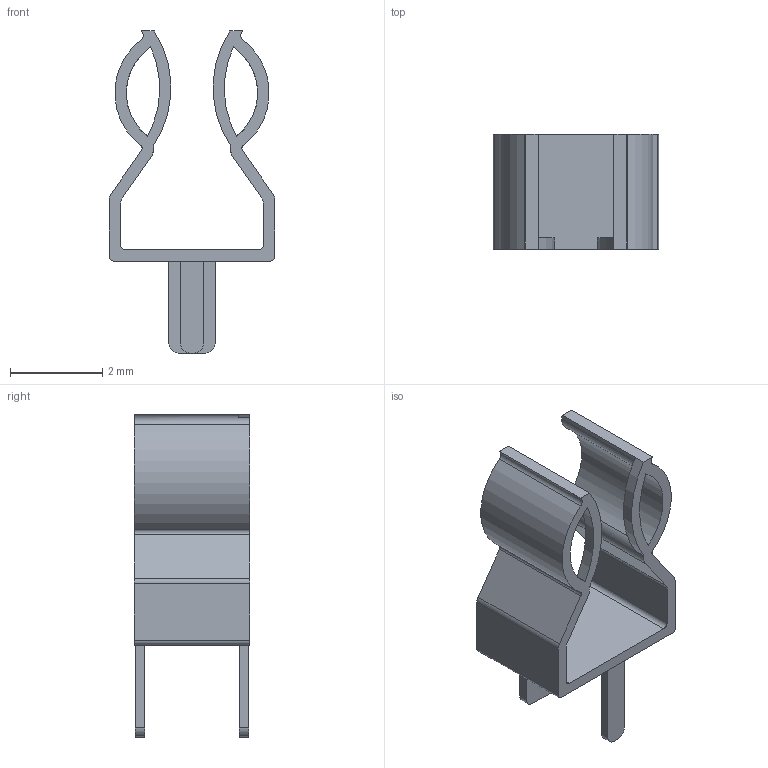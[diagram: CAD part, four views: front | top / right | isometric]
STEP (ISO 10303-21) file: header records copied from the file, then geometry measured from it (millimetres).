
FILE_DESCRIPTION(/* description */ (''),/* implementation_level */ '2;1');
FILE_NAME(/* name */ 'Fuse Holder P2.5mm.step',/* time_stamp */ '2024-11-16T12:14:39+06:00',/* author */ (''),/* organization */ (''),/* preprocessor_version */ 'ST-DEVELOPER v20',/* originating_system */ 'Autodesk Translation Framework v13.20.0.188',/* authorisation */ '');
FILE_SCHEMA (('AUTOMOTIVE_DESIGN { 1 0 10303 214 3 1 1 }'));
Length unit declared in the file: millimetre
Products named in the file (1): Fuse Holder P2.5mm
Bounding box: 3.6 x 2.5 x 7 mm (x, y, z)
Volume: 9.8 mm3; surface area: 91.3 mm2
Topology: 1 solids, 1 shells, 58 faces, 166 edges, 110 vertices
Faces by surface type: cylinder 30, plane 28
Entity records: 1972 total; most frequent: DIRECTION 354, CARTESIAN_POINT 335, ORIENTED_EDGE 332, EDGE_CURVE 166, AXIS2_PLACEMENT_3D 129, VERTEX_POINT 110, LINE 96, VECTOR 96
